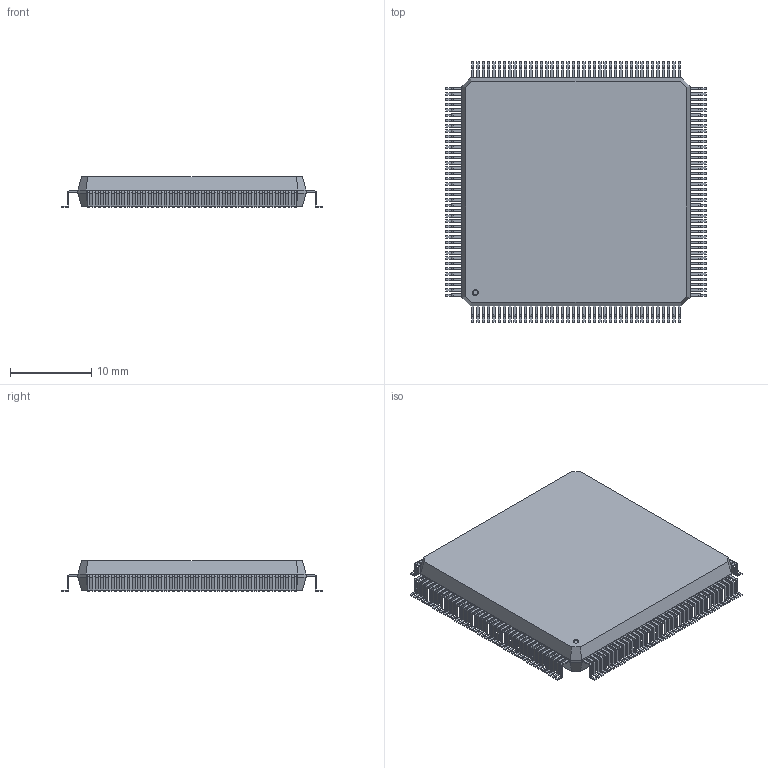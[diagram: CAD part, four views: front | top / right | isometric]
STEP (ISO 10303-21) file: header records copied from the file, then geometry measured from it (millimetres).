
FILE_DESCRIPTION(('STEP AP214'), '1');
FILE_NAME('QFP_package', '2019-01-11T21:39:22', ('Che'), (''), 'ASCON STEP Converter 1.3', 'ASCON Math Kernel', '');
FILE_SCHEMA(('AUTOMOTIVE_DESIGN { 1 0 10303 214 3 1 1}'));
Length unit declared in the file: millimetre
Bounding box: 32 x 32 x 3.8 mm (x, y, z)
Volume: 2840.8 mm3; surface area: 2427.2 mm2
Topology: 1 solids, 1 shells, 2108 faces, 5819 edges, 3874 vertices
Faces by surface type: plane 1467, cylinder 640, cone 1
Entity records: 83860 total; most frequent: CARTESIAN_POINT 11801, ORIENTED_EDGE 11636, DIRECTION 11318, EDGE_CURVE 5818, LINE 4536, VECTOR 4536, VERTEX_POINT 3874, AXIS2_PLACEMENT_3D 3391
